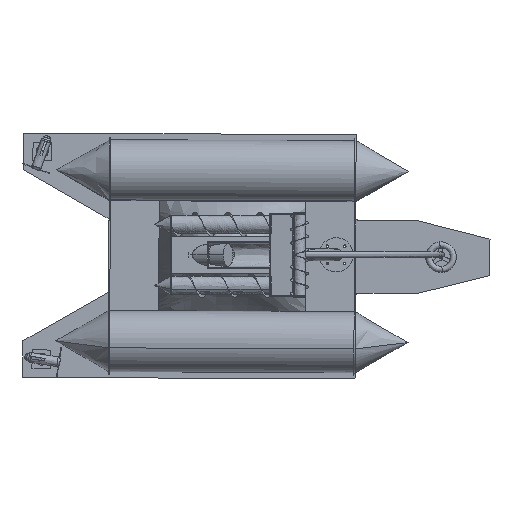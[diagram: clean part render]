
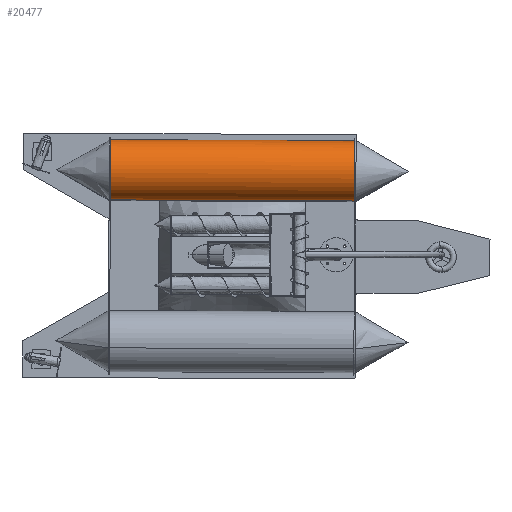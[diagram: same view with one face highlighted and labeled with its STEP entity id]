
A CAD part, front view. The second image highlights one B-rep face of the part: STEP entity #20477.
In plain terms, the highlighted free-form (B-spline) face has degree [2, 1] with [5, 2] control points.
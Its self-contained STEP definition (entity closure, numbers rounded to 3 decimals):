
#20477 = ADVANCED_FACE('',(#20478),#20514,.T.);
#20478 = FACE_BOUND('',#20479,.T.);
#20479 = EDGE_LOOP('',(#20480,#20492,#20499,#20509));
#20480 = ORIENTED_EDGE('',*,*,#20481,.F.);
#20481 = EDGE_CURVE('',#20482,#20484,#20486,.T.);
#20482 = VERTEX_POINT('',#20483);
#20483 = CARTESIAN_POINT('',(165.617,2944.048,
    6414.773));
#20484 = VERTEX_POINT('',#20485);
#20485 = CARTESIAN_POINT('',(168.054,3065.91,
    6940.933));
#20486 = ( BOUNDED_CURVE() B_SPLINE_CURVE(2,(#20487,#20488,#20489,#20490
,#20491),.UNSPECIFIED.,.F.,.F.) B_SPLINE_CURVE_WITH_KNOTS((3,2,3),(0.,
1.571,3.142),.PIECEWISE_BEZIER_KNOTS.) CURVE() 
GEOMETRIC_REPRESENTATION_ITEM() RATIONAL_B_SPLINE_CURVE((1.,
0.707,1.,0.707,1.)) REPRESENTATION_ITEM('') );
#20487 = CARTESIAN_POINT('',(165.617,2944.048,
    6414.773));
#20488 = CARTESIAN_POINT('',(165.899,2680.966,
    6475.703));
#20489 = CARTESIAN_POINT('',(167.117,2741.896,
    6738.783));
#20490 = CARTESIAN_POINT('',(168.336,2802.827,
    7001.864));
#20491 = CARTESIAN_POINT('',(168.054,3065.91,
    6940.933));
#20492 = ORIENTED_EDGE('',*,*,#20493,.T.);
#20493 = EDGE_CURVE('',#20482,#20494,#20496,.T.);
#20494 = VERTEX_POINT('',#20495);
#20495 = CARTESIAN_POINT('',(2325.967,2944.048,
    6404.767));
#20496 = B_SPLINE_CURVE_WITH_KNOTS('',1,(#20497,#20498),.UNSPECIFIED.,
  .F.,.F.,(2,2),(-0.,2000.),.PIECEWISE_BEZIER_KNOTS.);
#20497 = CARTESIAN_POINT('',(165.617,2944.048,
    6414.773));
#20498 = CARTESIAN_POINT('',(2325.967,2944.048,
    6404.767));
#20499 = ORIENTED_EDGE('',*,*,#20500,.T.);
#20500 = EDGE_CURVE('',#20494,#20501,#20503,.T.);
#20501 = VERTEX_POINT('',#20502);
#20502 = CARTESIAN_POINT('',(2328.404,3065.91,
    6930.927));
#20503 = ( BOUNDED_CURVE() B_SPLINE_CURVE(2,(#20504,#20505,#20506,#20507
,#20508),.UNSPECIFIED.,.F.,.F.) B_SPLINE_CURVE_WITH_KNOTS((3,2,3),(0.,
1.571,3.142),.PIECEWISE_BEZIER_KNOTS.) CURVE() 
GEOMETRIC_REPRESENTATION_ITEM() RATIONAL_B_SPLINE_CURVE((1.,
0.707,1.,0.707,1.)) REPRESENTATION_ITEM('') );
#20504 = CARTESIAN_POINT('',(2325.967,2944.048,
    6404.767));
#20505 = CARTESIAN_POINT('',(2326.249,2680.966,
    6465.697));
#20506 = CARTESIAN_POINT('',(2327.468,2741.896,
    6728.777));
#20507 = CARTESIAN_POINT('',(2328.686,2802.827,
    6991.857));
#20508 = CARTESIAN_POINT('',(2328.404,3065.91,
    6930.927));
#20509 = ORIENTED_EDGE('',*,*,#20510,.F.);
#20510 = EDGE_CURVE('',#20484,#20501,#20511,.T.);
#20511 = B_SPLINE_CURVE_WITH_KNOTS('',1,(#20512,#20513),.UNSPECIFIED.,
  .F.,.F.,(2,2),(-0.,2000.),.PIECEWISE_BEZIER_KNOTS.);
#20512 = CARTESIAN_POINT('',(168.054,3065.91,
    6940.933));
#20513 = CARTESIAN_POINT('',(2328.404,3065.91,
    6930.927));
#20514 = ( BOUNDED_SURFACE() B_SPLINE_SURFACE(2,1,(
    (#20515,#20516)
    ,(#20517,#20518)
    ,(#20519,#20520)
    ,(#20521,#20522)
    ,(#20523,#20524
)),.UNSPECIFIED.,.F.,.F.,.F.) B_SPLINE_SURFACE_WITH_KNOTS((3,2,3),(2,2),
  (0.,1.571,3.142),(0.,2000.),
.PIECEWISE_BEZIER_KNOTS.) GEOMETRIC_REPRESENTATION_ITEM() 
RATIONAL_B_SPLINE_SURFACE((
    (1.,1.)
    ,(0.707,0.707)
    ,(1.,1.)
    ,(0.707,0.707)
,(1.,1.))) REPRESENTATION_ITEM('') SURFACE() );
#20515 = CARTESIAN_POINT('',(168.054,3065.91,
    6940.933));
#20516 = CARTESIAN_POINT('',(2328.404,3065.91,
    6930.927));
#20517 = CARTESIAN_POINT('',(168.336,2802.827,
    7001.864));
#20518 = CARTESIAN_POINT('',(2328.686,2802.827,
    6991.857));
#20519 = CARTESIAN_POINT('',(167.117,2741.896,
    6738.783));
#20520 = CARTESIAN_POINT('',(2327.468,2741.896,
    6728.777));
#20521 = CARTESIAN_POINT('',(165.899,2680.966,
    6475.703));
#20522 = CARTESIAN_POINT('',(2326.249,2680.966,
    6465.697));
#20523 = CARTESIAN_POINT('',(165.617,2944.048,
    6414.773));
#20524 = CARTESIAN_POINT('',(2325.967,2944.048,
    6404.767));
